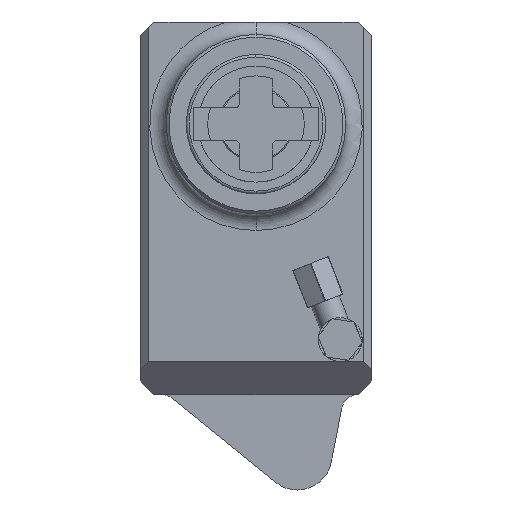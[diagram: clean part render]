
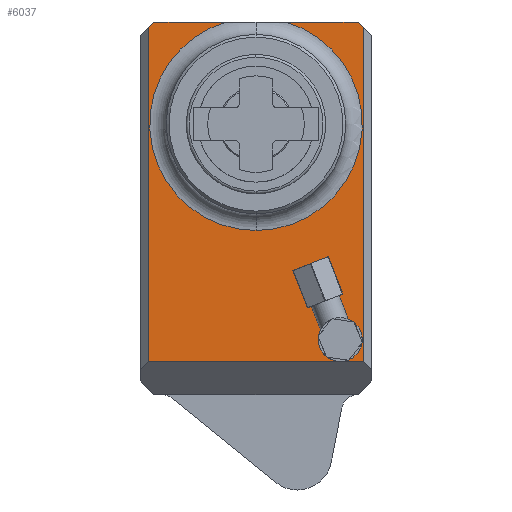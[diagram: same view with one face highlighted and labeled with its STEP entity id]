
A CAD part, left-side view. The second image highlights one B-rep face of the part: STEP entity #6037.
In plain terms, the highlighted planar face has unit normal (-1, 0, 0).
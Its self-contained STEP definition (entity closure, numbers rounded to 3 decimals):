
#1168=DIRECTION('',(0.,-0.707,0.707));
#1169=VECTOR('',#1168,2.828);
#1170=CARTESIAN_POINT('',(-55.,39.,85.));
#1171=LINE('',#1170,#1169);
#1180=DIRECTION('',(0.,-1.,0.));
#1181=VECTOR('',#1180,26.358);
#1182=CARTESIAN_POINT('',(-55.,-10.642,87.));
#1183=LINE('',#1182,#1181);
#1192=CARTESIAN_POINT('',(-55.,-10.642,87.));
#1194=CARTESIAN_POINT('',(-55.,10.642,87.));
#1204=DIRECTION('',(0.,-1.,0.));
#1205=VECTOR('',#1204,26.358);
#1206=CARTESIAN_POINT('',(-55.,37.,87.));
#1207=LINE('',#1206,#1205);
#1216=DIRECTION('',(0.,-0.707,-0.707));
#1217=VECTOR('',#1216,2.828);
#1218=CARTESIAN_POINT('',(-55.,-37.,87.));
#1219=LINE('',#1218,#1217);
#1350=DIRECTION('',(0.,1.,0.));
#1351=VECTOR('',#1350,78.);
#1352=CARTESIAN_POINT('',(-55.,-39.,-36.));
#1353=LINE('',#1352,#1351);
#1370=DIRECTION('',(0.,0.,-1.));
#1371=VECTOR('',#1370,121.);
#1372=CARTESIAN_POINT('',(-55.,39.,85.));
#1373=LINE('',#1372,#1371);
#1378=CARTESIAN_POINT('',(-55.,-30.5,-28.));
#1379=DIRECTION('',(-1.,0.,0.));
#1380=DIRECTION('',(0.,-0.931,0.364));
#1381=AXIS2_PLACEMENT_3D('',#1378,#1379,#1380);
#1383=CARTESIAN_POINT('',(-55.,-30.5,-28.));
#1384=DIRECTION('',(-1.,0.,0.));
#1385=DIRECTION('',(0.,0.931,-0.364));
#1386=AXIS2_PLACEMENT_3D('',#1383,#1384,#1385);
#1396=DIRECTION('',(0.,0.,-1.));
#1397=VECTOR('',#1396,121.);
#1398=CARTESIAN_POINT('',(-55.,-39.,85.));
#1399=LINE('',#1398,#1397);
#1404=CARTESIAN_POINT('',(-55.,0.,50.));
#1405=DIRECTION('',(1.,0.,0.));
#1406=DIRECTION('',(0.,0.,-1.));
#1407=AXIS2_PLACEMENT_3D('',#1404,#1405,#1406);
#1409=CARTESIAN_POINT('',(-55.,0.,50.));
#1410=DIRECTION('',(-1.,0.,0.));
#1411=DIRECTION('',(0.,0.,-1.));
#1412=AXIS2_PLACEMENT_3D('',#1409,#1410,#1411);
#3953=CARTESIAN_POINT('',(-55.,0.,11.5));
#3955=VERTEX_POINT('',#3953);
#3963=VERTEX_POINT('',#1194);
#3965=VERTEX_POINT('',#1192);
#3966=CARTESIAN_POINT('',(-55.,37.,87.));
#3967=VERTEX_POINT('',#3966);
#3968=CARTESIAN_POINT('',(-55.,-37.,87.));
#3969=VERTEX_POINT('',#3968);
#3986=CARTESIAN_POINT('',(-55.,39.,85.));
#3987=CARTESIAN_POINT('',(-55.,39.,-36.));
#3988=VERTEX_POINT('',#3986);
#3989=VERTEX_POINT('',#3987);
#3994=CARTESIAN_POINT('',(-55.,-39.,85.));
#3995=CARTESIAN_POINT('',(-55.,-39.,-36.));
#3996=VERTEX_POINT('',#3994);
#3997=VERTEX_POINT('',#3995);
#4254=CARTESIAN_POINT('',(-55.,-36.973,-25.469));
#4255=CARTESIAN_POINT('',(-55.,-24.027,-30.531));
#4256=VERTEX_POINT('',#4254);
#4257=VERTEX_POINT('',#4255);
#6012=CARTESIAN_POINT('',(-55.,0.,50.));
#6013=DIRECTION('',(1.,0.,0.));
#6014=DIRECTION('',(0.,0.,-1.));
#6015=AXIS2_PLACEMENT_3D('',#6012,#6013,#6014);
#6016=PLANE('',#6015);
#6018=ORIENTED_EDGE('',*,*,#6017,.T.);
#6019=ORIENTED_EDGE('',*,*,#5990,.T.);
#6020=ORIENTED_EDGE('',*,*,#6006,.F.);
#6021=ORIENTED_EDGE('',*,*,#5856,.T.);
#6022=ORIENTED_EDGE('',*,*,#5878,.T.);
#6024=ORIENTED_EDGE('',*,*,#6023,.F.);
#6026=ORIENTED_EDGE('',*,*,#6025,.T.);
#6027=ORIENTED_EDGE('',*,*,#5872,.T.);
#6028=ORIENTED_EDGE('',*,*,#5894,.T.);
#6029=EDGE_LOOP('',(#6018,#6019,#6020,#6021,#6022,#6024,#6026,#6027,#6028));
#6030=FACE_OUTER_BOUND('',#6029,.F.);
#6032=ORIENTED_EDGE('',*,*,#6031,.T.);
#6034=ORIENTED_EDGE('',*,*,#6033,.T.);
#6035=EDGE_LOOP('',(#6032,#6034));
#6036=FACE_BOUND('',#6035,.F.);
#6037=ADVANCED_FACE('',(#6030,#6036),#6016,.F.);
#1382=CIRCLE('',#1381,6.95);
#1387=CIRCLE('',#1386,6.95);
#1408=CIRCLE('',#1407,38.5);
#1413=CIRCLE('',#1412,38.5);
#5856=EDGE_CURVE('',#3988,#3967,#1171,.T.);
#5872=EDGE_CURVE('',#3965,#3969,#1183,.T.);
#5878=EDGE_CURVE('',#3967,#3963,#1207,.T.);
#5894=EDGE_CURVE('',#3969,#3996,#1219,.T.);
#5990=EDGE_CURVE('',#3997,#3989,#1353,.T.);
#6006=EDGE_CURVE('',#3988,#3989,#1373,.T.);
#6017=EDGE_CURVE('',#3996,#3997,#1399,.T.);
#6023=EDGE_CURVE('',#3955,#3963,#1408,.T.);
#6025=EDGE_CURVE('',#3955,#3965,#1413,.T.);
#6031=EDGE_CURVE('',#4256,#4257,#1382,.T.);
#6033=EDGE_CURVE('',#4257,#4256,#1387,.T.);
